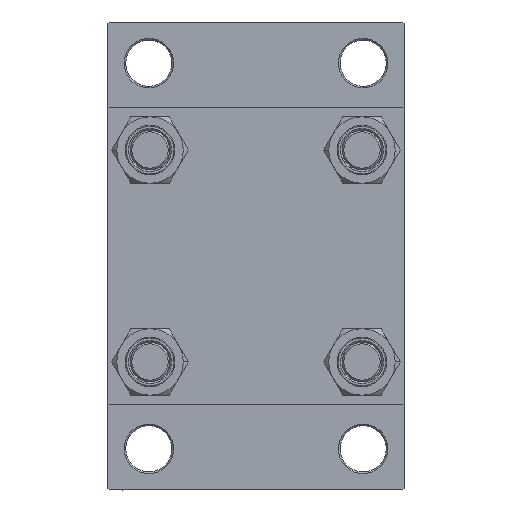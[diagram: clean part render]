
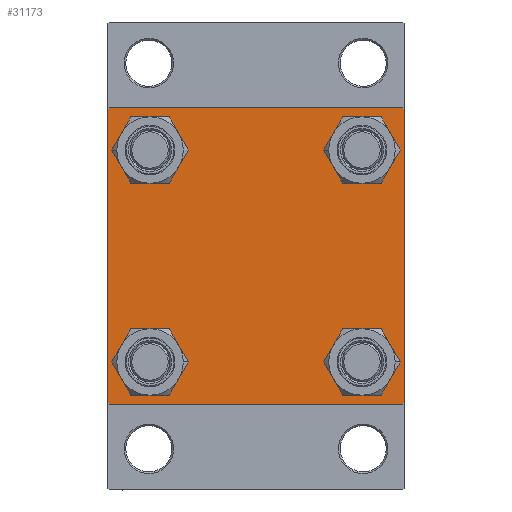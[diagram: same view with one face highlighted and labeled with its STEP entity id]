
A CAD part, left-side view. The second image highlights one B-rep face of the part: STEP entity #31173.
In plain terms, the highlighted planar face has unit normal (-1, 0, 0).
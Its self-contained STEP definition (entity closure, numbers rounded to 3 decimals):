
#289 = AXIS2_PLACEMENT_3D ( 'NONE', #1986, #38898, #9593 ) ;
#344 = CIRCLE ( 'NONE', #22436, 6.5 ) ;
#1799 = LINE ( 'NONE', #5370, #7181 ) ;
#1938 = VECTOR ( 'NONE', #19974, 1000. ) ;
#1986 = CARTESIAN_POINT ( 'NONE',  ( 0., 0., 0. ) ) ;
#3358 = DIRECTION ( 'NONE',  ( 0., 0., 1. ) ) ;
#3470 = EDGE_CURVE ( 'NONE', #35739, #35214, #27634, .T. ) ;
#3563 = DIRECTION ( 'NONE',  ( 1., 0., 0. ) ) ;
#3588 = ORIENTED_EDGE ( 'NONE', *, *, #23946, .T. ) ;
#3888 = EDGE_CURVE ( 'NONE', #11161, #7016, #20770, .T. ) ;
#3904 = VERTEX_POINT ( 'NONE', #14801 ) ;
#4486 = ORIENTED_EDGE ( 'NONE', *, *, #3470, .T. ) ;
#4621 = CARTESIAN_POINT ( 'NONE',  ( 0., 32.15, -38.65 ) ) ;
#5229 = VERTEX_POINT ( 'NONE', #24807 ) ;
#5370 = CARTESIAN_POINT ( 'NONE',  ( 0., 45., 45. ) ) ;
#6060 = VERTEX_POINT ( 'NONE', #10832 ) ;
#6322 = AXIS2_PLACEMENT_3D ( 'NONE', #7417, #31796, #38486 ) ;
#6463 = VERTEX_POINT ( 'NONE', #11960 ) ;
#6540 = DIRECTION ( 'NONE',  ( 0., 0., 1. ) ) ;
#6565 = DIRECTION ( 'NONE',  ( 0., 0., 1. ) ) ;
#6792 = CARTESIAN_POINT ( 'NONE',  ( 0., -32.15, -32.15 ) ) ;
#7016 = VERTEX_POINT ( 'NONE', #4621 ) ;
#7036 = CARTESIAN_POINT ( 'NONE',  ( 0., -45., 44.5 ) ) ;
#7181 = VECTOR ( 'NONE', #31329, 1000. ) ;
#7417 = CARTESIAN_POINT ( 'NONE',  ( 0., 32.15, -32.15 ) ) ;
#7864 = EDGE_CURVE ( 'NONE', #29650, #3904, #344, .T. ) ;
#8405 = CIRCLE ( 'NONE', #35046, 6.5 ) ;
#8561 = EDGE_LOOP ( 'NONE', ( #28890, #4486 ) ) ;
#8679 = CARTESIAN_POINT ( 'NONE',  ( 0., 32.15, -25.65 ) ) ;
#8930 = CARTESIAN_POINT ( 'NONE',  ( 0., 44.5, 45. ) ) ;
#9286 = EDGE_LOOP ( 'NONE', ( #18437, #37660 ) ) ;
#9593 = DIRECTION ( 'NONE',  ( 0., 0., 1. ) ) ;
#9633 = VERTEX_POINT ( 'NONE', #11786 ) ;
#10253 = DIRECTION ( 'NONE',  ( 0., -1., 0. ) ) ;
#10287 = CARTESIAN_POINT ( 'NONE',  ( 0., -32.15, 32.15 ) ) ;
#10832 = CARTESIAN_POINT ( 'NONE',  ( 0., -44.5, -45. ) ) ;
#11161 = VERTEX_POINT ( 'NONE', #8679 ) ;
#11786 = CARTESIAN_POINT ( 'NONE',  ( 0., 44.5, -45. ) ) ;
#11872 = ORIENTED_EDGE ( 'NONE', *, *, #18688, .F. ) ;
#11960 = CARTESIAN_POINT ( 'NONE',  ( 0., -45., -44.5 ) ) ;
#11992 = VERTEX_POINT ( 'NONE', #19727 ) ;
#12462 = FACE_OUTER_BOUND ( 'NONE', #24863, .T. ) ;
#12541 = VERTEX_POINT ( 'NONE', #28348 ) ;
#12775 = CARTESIAN_POINT ( 'NONE',  ( 0., 32.15, 38.65 ) ) ;
#12940 = FACE_BOUND ( 'NONE', #9286, .T. ) ;
#13398 = ORIENTED_EDGE ( 'NONE', *, *, #3888, .T. ) ;
#13702 = CARTESIAN_POINT ( 'NONE',  ( 0., 32.15, -32.15 ) ) ;
#14051 = AXIS2_PLACEMENT_3D ( 'NONE', #6792, #45896, #6565 ) ;
#14171 = LINE ( 'NONE', #21097, #44236 ) ;
#14181 = EDGE_LOOP ( 'NONE', ( #13398, #3588 ) ) ;
#14281 = CARTESIAN_POINT ( 'NONE',  ( 0., -44.75, 44.75 ) ) ;
#14304 = DIRECTION ( 'NONE',  ( 0., 0., 1. ) ) ;
#14308 = LINE ( 'NONE', #28613, #18069 ) ;
#14801 = CARTESIAN_POINT ( 'NONE',  ( 0., -32.15, -38.65 ) ) ;
#15463 = EDGE_CURVE ( 'NONE', #16836, #11992, #39292, .T. ) ;
#16397 = DIRECTION ( 'NONE',  ( 1., 0., 0. ) ) ;
#16759 = CIRCLE ( 'NONE', #28186, 6.5 ) ;
#16836 = VERTEX_POINT ( 'NONE', #32631 ) ;
#16863 = CARTESIAN_POINT ( 'NONE',  ( 0., 45., 45. ) ) ;
#18069 = VECTOR ( 'NONE', #10253, 1000. ) ;
#18147 = EDGE_CURVE ( 'NONE', #6060, #6463, #36857, .T. ) ;
#18309 = VERTEX_POINT ( 'NONE', #7036 ) ;
#18437 = ORIENTED_EDGE ( 'NONE', *, *, #7864, .T. ) ;
#18688 = EDGE_CURVE ( 'NONE', #18309, #6463, #44372, .T. ) ;
#19727 = CARTESIAN_POINT ( 'NONE',  ( 0., -32.15, 38.65 ) ) ;
#19974 = DIRECTION ( 'NONE',  ( 0., 0., -1. ) ) ;
#20196 = ORIENTED_EDGE ( 'NONE', *, *, #15463, .T. ) ;
#20211 = CARTESIAN_POINT ( 'NONE',  ( 0., 32.15, 32.15 ) ) ;
#20570 = FACE_BOUND ( 'NONE', #26766, .T. ) ;
#20770 = CIRCLE ( 'NONE', #6322, 6.5 ) ;
#21097 = CARTESIAN_POINT ( 'NONE',  ( 0., 44.75, -44.75 ) ) ;
#22436 = AXIS2_PLACEMENT_3D ( 'NONE', #36192, #3563, #14304 ) ;
#22682 = EDGE_CURVE ( 'NONE', #11992, #16836, #16759, .T. ) ;
#23056 = DIRECTION ( 'NONE',  ( 0., -0.707, 0.707 ) ) ;
#23401 = EDGE_CURVE ( 'NONE', #37839, #12541, #39539, .T. ) ;
#23911 = FACE_BOUND ( 'NONE', #8561, .T. ) ;
#23946 = EDGE_CURVE ( 'NONE', #7016, #11161, #8405, .T. ) ;
#24211 = DIRECTION ( 'NONE',  ( 1., 0., 0. ) ) ;
#24368 = VECTOR ( 'NONE', #23056, 1000. ) ;
#24671 = ORIENTED_EDGE ( 'NONE', *, *, #22682, .T. ) ;
#24807 = CARTESIAN_POINT ( 'NONE',  ( 0., -44.5, 45. ) ) ;
#24863 = EDGE_LOOP ( 'NONE', ( #42272, #41629, #33910, #44942, #11872, #43441, #42259, #40483 ) ) ;
#25213 = EDGE_CURVE ( 'NONE', #29225, #9633, #14171, .T. ) ;
#25309 = DIRECTION ( 'NONE',  ( 1., 0., 0. ) ) ;
#25922 = VECTOR ( 'NONE', #37207, 1000. ) ;
#26190 = EDGE_CURVE ( 'NONE', #35214, #35739, #32097, .T. ) ;
#26279 = CARTESIAN_POINT ( 'NONE',  ( 0., -45., 45. ) ) ;
#26766 = EDGE_LOOP ( 'NONE', ( #24671, #20196 ) ) ;
#27634 = CIRCLE ( 'NONE', #45099, 6.5 ) ;
#27948 = PLANE ( 'NONE',  #289 ) ;
#28186 = AXIS2_PLACEMENT_3D ( 'NONE', #45214, #16397, #34731 ) ;
#28348 = CARTESIAN_POINT ( 'NONE',  ( 0., 45., 44.5 ) ) ;
#28613 = CARTESIAN_POINT ( 'NONE',  ( 0., 45., -45. ) ) ;
#28663 = CARTESIAN_POINT ( 'NONE',  ( 0., 32.15, 32.15 ) ) ;
#28890 = ORIENTED_EDGE ( 'NONE', *, *, #26190, .T. ) ;
#29225 = VERTEX_POINT ( 'NONE', #31774 ) ;
#29650 = VERTEX_POINT ( 'NONE', #31949 ) ;
#30151 = VECTOR ( 'NONE', #40240, 1000. ) ;
#31173 = ADVANCED_FACE ( 'NONE', ( #20570, #12940, #42248, #23911, #12462 ), #27948, .T. ) ;
#31329 = DIRECTION ( 'NONE',  ( 0., -1., 0. ) ) ;
#31774 = CARTESIAN_POINT ( 'NONE',  ( 0., 45., -44.5 ) ) ;
#31796 = DIRECTION ( 'NONE',  ( 1., 0., 0. ) ) ;
#31949 = CARTESIAN_POINT ( 'NONE',  ( 0., -32.15, -25.65 ) ) ;
#32029 = DIRECTION ( 'NONE',  ( 0., -0.707, -0.707 ) ) ;
#32097 = CIRCLE ( 'NONE', #35107, 6.5 ) ;
#32631 = CARTESIAN_POINT ( 'NONE',  ( 0., -32.15, 25.65 ) ) ;
#33060 = CARTESIAN_POINT ( 'NONE',  ( 0., -44.75, -44.75 ) ) ;
#33910 = ORIENTED_EDGE ( 'NONE', *, *, #43130, .T. ) ;
#34239 = DIRECTION ( 'NONE',  ( 0., 0., 1. ) ) ;
#34573 = CIRCLE ( 'NONE', #14051, 6.5 ) ;
#34731 = DIRECTION ( 'NONE',  ( 0., 0., 1. ) ) ;
#34790 = EDGE_CURVE ( 'NONE', #12541, #29225, #41663, .T. ) ;
#34984 = CARTESIAN_POINT ( 'NONE',  ( 0., 32.15, 25.65 ) ) ;
#35046 = AXIS2_PLACEMENT_3D ( 'NONE', #13702, #24211, #6540 ) ;
#35107 = AXIS2_PLACEMENT_3D ( 'NONE', #28663, #25309, #46999 ) ;
#35186 = EDGE_CURVE ( 'NONE', #37839, #5229, #1799, .T. ) ;
#35214 = VERTEX_POINT ( 'NONE', #12775 ) ;
#35739 = VERTEX_POINT ( 'NONE', #34984 ) ;
#36192 = CARTESIAN_POINT ( 'NONE',  ( 0., -32.15, -32.15 ) ) ;
#36402 = LINE ( 'NONE', #14281, #30151 ) ;
#36564 = VECTOR ( 'NONE', #42651, 1000. ) ;
#36857 = LINE ( 'NONE', #33060, #24368 ) ;
#37207 = DIRECTION ( 'NONE',  ( 0., 0., -1. ) ) ;
#37660 = ORIENTED_EDGE ( 'NONE', *, *, #46619, .T. ) ;
#37839 = VERTEX_POINT ( 'NONE', #8930 ) ;
#38058 = DIRECTION ( 'NONE',  ( 1., 0., 0. ) ) ;
#38486 = DIRECTION ( 'NONE',  ( 0., 0., 1. ) ) ;
#38898 = DIRECTION ( 'NONE',  ( -1., 0., 0. ) ) ;
#39292 = CIRCLE ( 'NONE', #42367, 6.5 ) ;
#39301 = EDGE_CURVE ( 'NONE', #18309, #5229, #36402, .T. ) ;
#39368 = DIRECTION ( 'NONE',  ( 1., 0., 0. ) ) ;
#39539 = LINE ( 'NONE', #46929, #36564 ) ;
#40240 = DIRECTION ( 'NONE',  ( 0., 0.707, 0.707 ) ) ;
#40483 = ORIENTED_EDGE ( 'NONE', *, *, #23401, .T. ) ;
#41629 = ORIENTED_EDGE ( 'NONE', *, *, #25213, .T. ) ;
#41663 = LINE ( 'NONE', #16863, #1938 ) ;
#42248 = FACE_BOUND ( 'NONE', #14181, .T. ) ;
#42259 = ORIENTED_EDGE ( 'NONE', *, *, #35186, .F. ) ;
#42272 = ORIENTED_EDGE ( 'NONE', *, *, #34790, .T. ) ;
#42367 = AXIS2_PLACEMENT_3D ( 'NONE', #10287, #39368, #3358 ) ;
#42651 = DIRECTION ( 'NONE',  ( 0., 0.707, -0.707 ) ) ;
#43130 = EDGE_CURVE ( 'NONE', #9633, #6060, #14308, .T. ) ;
#43441 = ORIENTED_EDGE ( 'NONE', *, *, #39301, .T. ) ;
#44236 = VECTOR ( 'NONE', #32029, 1000. ) ;
#44372 = LINE ( 'NONE', #26279, #25922 ) ;
#44942 = ORIENTED_EDGE ( 'NONE', *, *, #18147, .T. ) ;
#45099 = AXIS2_PLACEMENT_3D ( 'NONE', #20211, #38058, #34239 ) ;
#45214 = CARTESIAN_POINT ( 'NONE',  ( 0., -32.15, 32.15 ) ) ;
#45896 = DIRECTION ( 'NONE',  ( 1., 0., 0. ) ) ;
#46619 = EDGE_CURVE ( 'NONE', #3904, #29650, #34573, .T. ) ;
#46929 = CARTESIAN_POINT ( 'NONE',  ( 0., 44.75, 44.75 ) ) ;
#46999 = DIRECTION ( 'NONE',  ( 0., 0., 1. ) ) ;
